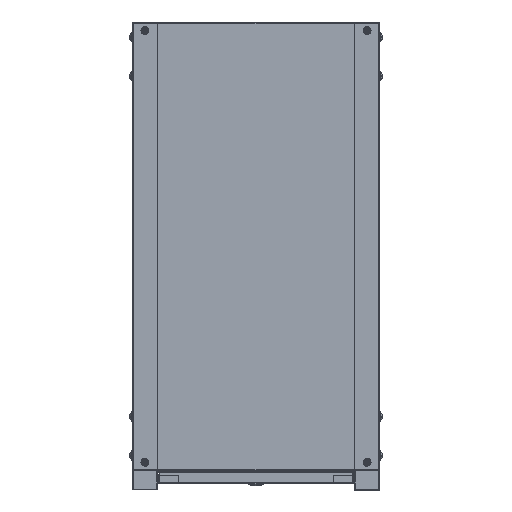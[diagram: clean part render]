
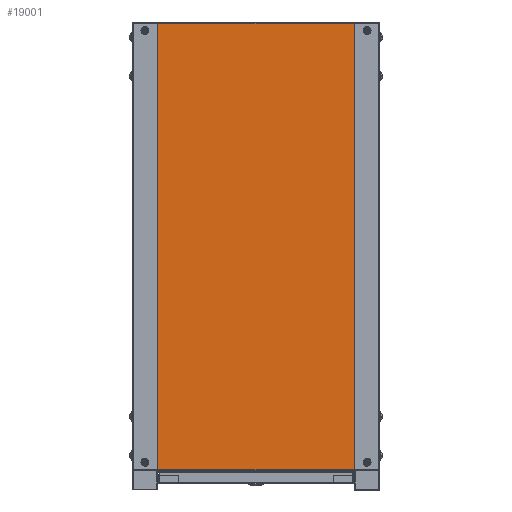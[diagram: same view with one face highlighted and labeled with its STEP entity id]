
A CAD part, left-side view. The second image highlights one B-rep face of the part: STEP entity #19001.
In plain terms, the highlighted face is planar.
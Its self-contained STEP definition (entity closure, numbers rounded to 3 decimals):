
#571 = EDGE_CURVE ( 'NONE', #21963, #47914, #33980, .T. ) ;
#1531 = EDGE_CURVE ( 'NONE', #4767, #28348, #22911, .T. ) ;
#3452 = ORIENTED_EDGE ( 'NONE', *, *, #11298, .F. ) ;
#4767 = VERTEX_POINT ( 'NONE', #9324 ) ;
#4972 = VERTEX_POINT ( 'NONE', #27833 ) ;
#5051 = FACE_BOUND ( 'NONE', #16852, .T. ) ;
#5474 = VECTOR ( 'NONE', #13097, 1000. ) ;
#6608 = VERTEX_POINT ( 'NONE', #36484 ) ;
#6678 = CIRCLE ( 'NONE', #16534, 1.7 ) ;
#6929 = CARTESIAN_POINT ( 'NONE',  ( -276.75, 0., -140.8 ) ) ;
#7231 = DIRECTION ( 'NONE',  ( 0., 0., 1. ) ) ;
#7251 = EDGE_CURVE ( 'NONE', #14214, #20589, #12724, .T. ) ;
#7302 = LINE ( 'NONE', #21759, #52957 ) ;
#7510 = CARTESIAN_POINT ( 'NONE',  ( 0., 0., 0. ) ) ;
#8098 = EDGE_CURVE ( 'NONE', #21704, #14214, #7302, .T. ) ;
#8513 = CARTESIAN_POINT ( 'NONE',  ( -276.75, 0., 140.8 ) ) ;
#8861 = ORIENTED_EDGE ( 'NONE', *, *, #571, .F. ) ;
#9324 = CARTESIAN_POINT ( 'NONE',  ( 276.75, 0., 144.2 ) ) ;
#10758 = EDGE_CURVE ( 'NONE', #36819, #6608, #22837, .T. ) ;
#11298 = EDGE_CURVE ( 'NONE', #21642, #4972, #11933, .T. ) ;
#11311 = CARTESIAN_POINT ( 'NONE',  ( -276.75, 0., -142.5 ) ) ;
#11401 = VECTOR ( 'NONE', #28268, 1000. ) ;
#11536 = CARTESIAN_POINT ( 'NONE',  ( -276.75, 0., 142.5 ) ) ;
#11596 = CARTESIAN_POINT ( 'NONE',  ( 286.75, 0., -157.5 ) ) ;
#11933 = CIRCLE ( 'NONE', #39215, 1.7 ) ;
#11951 = PLANE ( 'NONE',  #21195 ) ;
#12337 = FACE_BOUND ( 'NONE', #13693, .T. ) ;
#12724 = LINE ( 'NONE', #53731, #11401 ) ;
#13097 = DIRECTION ( 'NONE',  ( 1., 0., 0. ) ) ;
#13693 = EDGE_LOOP ( 'NONE', ( #43736, #13775 ) ) ;
#13775 = ORIENTED_EDGE ( 'NONE', *, *, #10758, .F. ) ;
#14214 = VERTEX_POINT ( 'NONE', #31492 ) ;
#14365 = CIRCLE ( 'NONE', #53704, 1.7 ) ;
#14412 = AXIS2_PLACEMENT_3D ( 'NONE', #48871, #40412, #40772 ) ;
#14638 = EDGE_CURVE ( 'NONE', #20589, #42197, #42542, .T. ) ;
#16333 = DIRECTION ( 'NONE',  ( 0., -1., 0. ) ) ;
#16534 = AXIS2_PLACEMENT_3D ( 'NONE', #11536, #45206, #36737 ) ;
#16852 = EDGE_LOOP ( 'NONE', ( #44107, #3452 ) ) ;
#17451 = DIRECTION ( 'NONE',  ( -1., 0., 0. ) ) ;
#18620 = DIRECTION ( 'NONE',  ( 0., 0., 1. ) ) ;
#19001 = ADVANCED_FACE ( 'NONE', ( #19600, #12337, #46066, #5051, #40813 ), #11951, .T. ) ;
#19600 = FACE_BOUND ( 'NONE', #44978, .T. ) ;
#19711 = EDGE_LOOP ( 'NONE', ( #22500, #44084 ) ) ;
#20589 = VERTEX_POINT ( 'NONE', #33580 ) ;
#20658 = LINE ( 'NONE', #39540, #31236 ) ;
#21195 = AXIS2_PLACEMENT_3D ( 'NONE', #7510, #37528, #24937 ) ;
#21642 = VERTEX_POINT ( 'NONE', #40318 ) ;
#21704 = VERTEX_POINT ( 'NONE', #11596 ) ;
#21759 = CARTESIAN_POINT ( 'NONE',  ( 286.75, 0., -157.5 ) ) ;
#21963 = VERTEX_POINT ( 'NONE', #26399 ) ;
#22500 = ORIENTED_EDGE ( 'NONE', *, *, #39270, .F. ) ;
#22726 = DIRECTION ( 'NONE',  ( 0., -1., 0. ) ) ;
#22837 = CIRCLE ( 'NONE', #44121, 1.7 ) ;
#22911 = CIRCLE ( 'NONE', #23686, 1.7 ) ;
#23248 = ORIENTED_EDGE ( 'NONE', *, *, #14638, .F. ) ;
#23686 = AXIS2_PLACEMENT_3D ( 'NONE', #35342, #22726, #18620 ) ;
#24017 = CARTESIAN_POINT ( 'NONE',  ( 276.75, 0., 140.8 ) ) ;
#24224 = DIRECTION ( 'NONE',  ( 0., -1., 0. ) ) ;
#24397 = DIRECTION ( 'NONE',  ( 0., 0., 1. ) ) ;
#24681 = DIRECTION ( 'NONE',  ( 0., -1., 0. ) ) ;
#24937 = DIRECTION ( 'NONE',  ( 0., 0., -1. ) ) ;
#25385 = CARTESIAN_POINT ( 'NONE',  ( 276.75, 0., -142.5 ) ) ;
#26399 = CARTESIAN_POINT ( 'NONE',  ( -276.75, 0., 144.2 ) ) ;
#27009 = ORIENTED_EDGE ( 'NONE', *, *, #28988, .F. ) ;
#27833 = CARTESIAN_POINT ( 'NONE',  ( 276.75, 0., -144.2 ) ) ;
#28242 = AXIS2_PLACEMENT_3D ( 'NONE', #25385, #42572, #30376 ) ;
#28268 = DIRECTION ( 'NONE',  ( 0., 0., 1. ) ) ;
#28348 = VERTEX_POINT ( 'NONE', #24017 ) ;
#28598 = DIRECTION ( 'NONE',  ( 0., 0., -1. ) ) ;
#28965 = CARTESIAN_POINT ( 'NONE',  ( 276.75, 0., -142.5 ) ) ;
#28988 = EDGE_CURVE ( 'NONE', #47914, #21963, #6678, .T. ) ;
#29327 = ORIENTED_EDGE ( 'NONE', *, *, #7251, .F. ) ;
#30185 = ORIENTED_EDGE ( 'NONE', *, *, #41697, .F. ) ;
#30376 = DIRECTION ( 'NONE',  ( 0., 0., -1. ) ) ;
#31236 = VECTOR ( 'NONE', #35096, 1000. ) ;
#31492 = CARTESIAN_POINT ( 'NONE',  ( -286.75, 0., -157.5 ) ) ;
#33580 = CARTESIAN_POINT ( 'NONE',  ( -286.75, 0., 157.5 ) ) ;
#33980 = CIRCLE ( 'NONE', #38222, 1.7 ) ;
#35096 = DIRECTION ( 'NONE',  ( 0., 0., -1. ) ) ;
#35342 = CARTESIAN_POINT ( 'NONE',  ( 276.75, 0., 142.5 ) ) ;
#36484 = CARTESIAN_POINT ( 'NONE',  ( -276.75, 0., -144.2 ) ) ;
#36737 = DIRECTION ( 'NONE',  ( 0., 0., -1. ) ) ;
#36819 = VERTEX_POINT ( 'NONE', #6929 ) ;
#37528 = DIRECTION ( 'NONE',  ( 0., -1., 0. ) ) ;
#37595 = EDGE_CURVE ( 'NONE', #4972, #21642, #51457, .T. ) ;
#37980 = EDGE_CURVE ( 'NONE', #6608, #36819, #14365, .T. ) ;
#38222 = AXIS2_PLACEMENT_3D ( 'NONE', #50512, #24681, #50696 ) ;
#38731 = CARTESIAN_POINT ( 'NONE',  ( 286.75, 0., 157.5 ) ) ;
#39215 = AXIS2_PLACEMENT_3D ( 'NONE', #28965, #16333, #28598 ) ;
#39270 = EDGE_CURVE ( 'NONE', #28348, #4767, #44006, .T. ) ;
#39540 = CARTESIAN_POINT ( 'NONE',  ( 286.75, 0., -157.5 ) ) ;
#40318 = CARTESIAN_POINT ( 'NONE',  ( 276.75, 0., -140.8 ) ) ;
#40412 = DIRECTION ( 'NONE',  ( 0., -1., 0. ) ) ;
#40772 = DIRECTION ( 'NONE',  ( 0., 0., 1. ) ) ;
#40813 = FACE_OUTER_BOUND ( 'NONE', #53224, .T. ) ;
#40936 = DIRECTION ( 'NONE',  ( 0., -1., 0. ) ) ;
#41697 = EDGE_CURVE ( 'NONE', #42197, #21704, #20658, .T. ) ;
#42197 = VERTEX_POINT ( 'NONE', #38731 ) ;
#42542 = LINE ( 'NONE', #46563, #5474 ) ;
#42572 = DIRECTION ( 'NONE',  ( 0., -1., 0. ) ) ;
#43736 = ORIENTED_EDGE ( 'NONE', *, *, #37980, .F. ) ;
#44006 = CIRCLE ( 'NONE', #14412, 1.7 ) ;
#44084 = ORIENTED_EDGE ( 'NONE', *, *, #1531, .F. ) ;
#44107 = ORIENTED_EDGE ( 'NONE', *, *, #37595, .F. ) ;
#44121 = AXIS2_PLACEMENT_3D ( 'NONE', #11311, #40936, #7231 ) ;
#44978 = EDGE_LOOP ( 'NONE', ( #27009, #8861 ) ) ;
#45206 = DIRECTION ( 'NONE',  ( 0., -1., 0. ) ) ;
#46066 = FACE_BOUND ( 'NONE', #19711, .T. ) ;
#46563 = CARTESIAN_POINT ( 'NONE',  ( 286.75, 0., 157.5 ) ) ;
#47914 = VERTEX_POINT ( 'NONE', #8513 ) ;
#48871 = CARTESIAN_POINT ( 'NONE',  ( 276.75, 0., 142.5 ) ) ;
#49870 = CARTESIAN_POINT ( 'NONE',  ( -276.75, 0., -142.5 ) ) ;
#50512 = CARTESIAN_POINT ( 'NONE',  ( -276.75, 0., 142.5 ) ) ;
#50696 = DIRECTION ( 'NONE',  ( 0., 0., -1. ) ) ;
#51457 = CIRCLE ( 'NONE', #28242, 1.7 ) ;
#52957 = VECTOR ( 'NONE', #17451, 1000. ) ;
#53224 = EDGE_LOOP ( 'NONE', ( #29327, #54064, #30185, #23248 ) ) ;
#53704 = AXIS2_PLACEMENT_3D ( 'NONE', #49870, #24224, #24397 ) ;
#53731 = CARTESIAN_POINT ( 'NONE',  ( -286.75, 0., -157.5 ) ) ;
#54064 = ORIENTED_EDGE ( 'NONE', *, *, #8098, .F. ) ;
